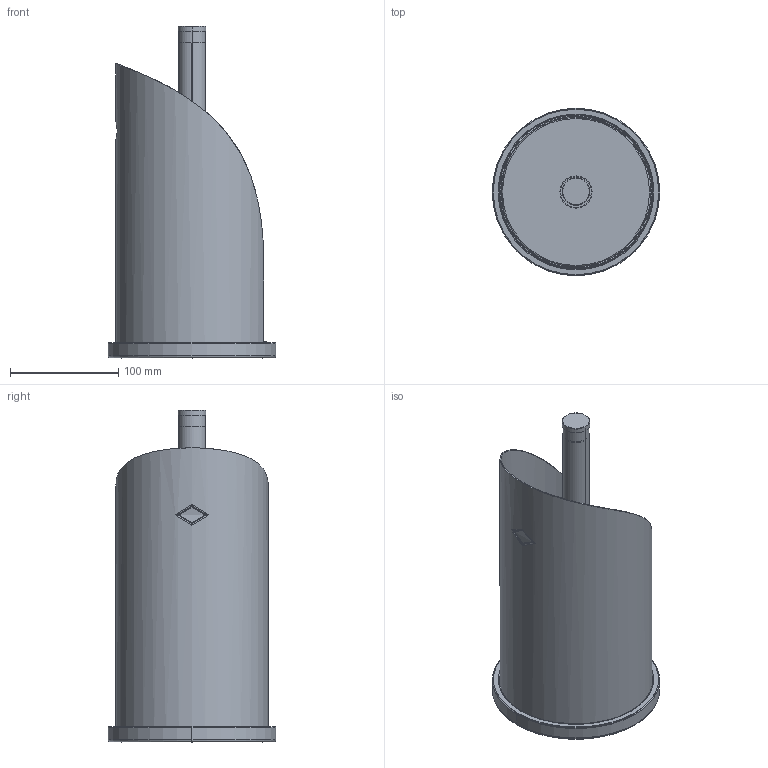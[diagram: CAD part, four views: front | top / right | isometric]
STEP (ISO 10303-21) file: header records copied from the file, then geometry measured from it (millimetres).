
FILE_DESCRIPTION(('STEP AP214'),'1');
FILE_NAME('_V Papierrollenhalter.STP','2026-01-07T08:26:45',(' '),(' '),'Spatial InterOp 3D',' ',' ');
FILE_SCHEMA(('AUTOMOTIVE_DESIGN { 1 0 10303 214 1 1 1 1 }'));
Length unit declared in the file: millimetre
Products named in the file (3): _V Papierrollenhalter; ASSEM1
Assembly tree (2 placements, depth 2):
  _V Papierrollenhalter
    ASSEM1
    (unnamed)
Bounding box: 155 x 155 x 307.1 mm (x, y, z)
Volume: 150796.2 mm3; surface area: 328565.2 mm2
Topology: 3 solids, 7 shells, 361 faces, 849 edges, 519 vertices
Faces by surface type: cylinder 106, bspline 78, plane 73, cone 40, torus 40, sphere 24
Entity records: 19312 total; most frequent: CARTESIAN_POINT 10157, ORIENTED_EDGE 1682, DIRECTION 1340, EDGE_CURVE 841, AXIS2_PLACEMENT_3D 555, VERTEX_POINT 519, EDGE_LOOP 388, ADVANCED_FACE 361
